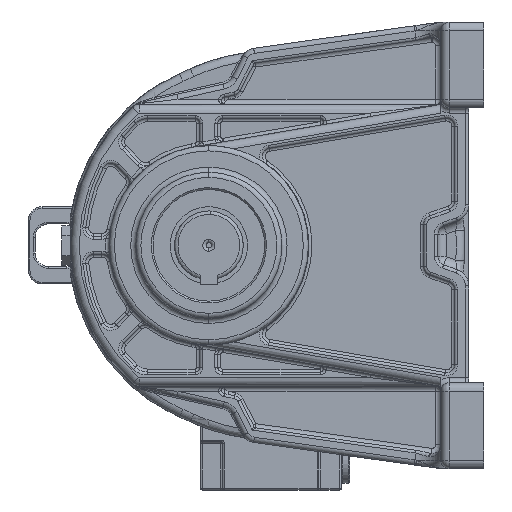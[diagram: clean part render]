
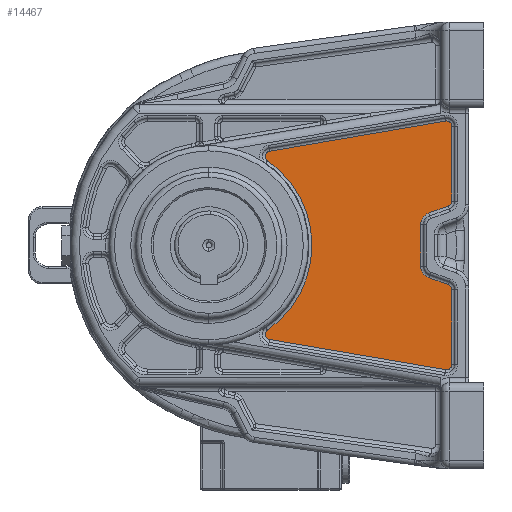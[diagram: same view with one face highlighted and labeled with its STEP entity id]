
A CAD part, left-side view. The second image highlights one B-rep face of the part: STEP entity #14467.
In plain terms, the highlighted planar face has unit normal (-1, 0, 0).
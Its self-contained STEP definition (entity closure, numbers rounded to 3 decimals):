
#887 = AXIS2_PLACEMENT_3D ( 'NONE', #24997, #47819, #41851 ) ;
#3361 = DIRECTION ( 'NONE',  ( -1., 0., 0. ) ) ;
#3850 = DIRECTION ( 'NONE',  ( 0., -0.342, 0.94 ) ) ;
#4117 = CARTESIAN_POINT ( 'NONE',  ( -138.5, -94.315, 12.199 ) ) ;
#4735 = DIRECTION ( 'NONE',  ( 0., -1., 0. ) ) ;
#4871 = CARTESIAN_POINT ( 'NONE',  ( -138.5, -101.808, 72.342 ) ) ;
#5139 = CARTESIAN_POINT ( 'NONE',  ( -138.5, -103.341, 22.934 ) ) ;
#5307 = EDGE_CURVE ( 'NONE', #34756, #60537, #21126, .T. ) ;
#5320 = DIRECTION ( 'NONE',  ( 0., 0., -1. ) ) ;
#6079 = AXIS2_PLACEMENT_3D ( 'NONE', #41927, #18347, #70780 ) ;
#6661 = DIRECTION ( 'NONE',  ( 0., -0.986, 0.169 ) ) ;
#7567 = VERTEX_POINT ( 'NONE', #22020 ) ;
#7692 = ORIENTED_EDGE ( 'NONE', *, *, #16454, .F. ) ;
#7752 = FACE_OUTER_BOUND ( 'NONE', #70230, .T. ) ;
#7947 = AXIS2_PLACEMENT_3D ( 'NONE', #21628, #10360, #9634 ) ;
#9352 = DIRECTION ( 'NONE',  ( 0., 0.342, 0.94 ) ) ;
#9485 = AXIS2_PLACEMENT_3D ( 'NONE', #51502, #64595, #12903 ) ;
#9634 = DIRECTION ( 'NONE',  ( 0., 0.169, 0.986 ) ) ;
#10227 = CARTESIAN_POINT ( 'NONE',  ( -138.5, -105.315, -25.753 ) ) ;
#10267 = EDGE_CURVE ( 'NONE', #60537, #63699, #56327, .T. ) ;
#10360 = DIRECTION ( 'NONE',  ( 1., 0., 0. ) ) ;
#10690 = AXIS2_PLACEMENT_3D ( 'NONE', #4117, #3361, #9352 ) ;
#10752 = CIRCLE ( 'NONE', #33483, 3. ) ;
#11121 = ORIENTED_EDGE ( 'NONE', *, *, #5307, .F. ) ;
#11147 = CARTESIAN_POINT ( 'NONE',  ( -138.5, -105.315, 25.753 ) ) ;
#11553 = CARTESIAN_POINT ( 'NONE',  ( -138.5, 0.697, 54.762 ) ) ;
#11998 = CARTESIAN_POINT ( 'NONE',  ( -138.5, -91.921, -18.777 ) ) ;
#12892 = LINE ( 'NONE', #52968, #41521 ) ;
#12903 = DIRECTION ( 'NONE',  ( 0., 1., 0. ) ) ;
#13005 = ORIENTED_EDGE ( 'NONE', *, *, #26801, .F. ) ;
#14467 = ADVANCED_FACE ( 'NONE', ( #7752 ), #64701, .T. ) ;
#16454 = EDGE_CURVE ( 'NONE', #44017, #17459, #12892, .T. ) ;
#16613 = EDGE_CURVE ( 'NONE', #30067, #65717, #63303, .T. ) ;
#16633 = EDGE_CURVE ( 'NONE', #7567, #34079, #33243, .T. ) ;
#17459 = VERTEX_POINT ( 'NONE', #73658 ) ;
#18347 = DIRECTION ( 'NONE',  ( 1., 0., 0. ) ) ;
#18350 = DIRECTION ( 'NONE',  ( 0., 0.169, -0.986 ) ) ;
#19292 = ORIENTED_EDGE ( 'NONE', *, *, #51272, .F. ) ;
#19674 = CARTESIAN_POINT ( 'NONE',  ( -138.5, -101.808, -72.342 ) ) ;
#20769 = VERTEX_POINT ( 'NONE', #57593 ) ;
#21126 = LINE ( 'NONE', #10227, #52763 ) ;
#21628 = CARTESIAN_POINT ( 'NONE',  ( -138.5, -102.315, 69.386 ) ) ;
#22020 = CARTESIAN_POINT ( 'NONE',  ( -138.5, 0.697, -54.762 ) ) ;
#22353 = DIRECTION ( 'NONE',  ( 1., 0., 0. ) ) ;
#22889 = DIRECTION ( 'NONE',  ( 0., -0.94, -0.342 ) ) ;
#23556 = CARTESIAN_POINT ( 'NONE',  ( -138.5, 0.697, 54.762 ) ) ;
#24997 = CARTESIAN_POINT ( 'NONE',  ( -138.5, 0., 0. ) ) ;
#26099 = ORIENTED_EDGE ( 'NONE', *, *, #52193, .F. ) ;
#26439 = ORIENTED_EDGE ( 'NONE', *, *, #10267, .F. ) ;
#26801 = EDGE_CURVE ( 'NONE', #65717, #34756, #10752, .T. ) ;
#29450 = CIRCLE ( 'NONE', #7947, 3. ) ;
#29547 = CIRCLE ( 'NONE', #60675, 60. ) ;
#29785 = CIRCLE ( 'NONE', #10690, 7. ) ;
#30067 = VERTEX_POINT ( 'NONE', #35740 ) ;
#30245 = ORIENTED_EDGE ( 'NONE', *, *, #16633, .F. ) ;
#30377 = CIRCLE ( 'NONE', #71022, 3. ) ;
#30445 = ORIENTED_EDGE ( 'NONE', *, *, #56675, .F. ) ;
#30846 = AXIS2_PLACEMENT_3D ( 'NONE', #62941, #41555, #18350 ) ;
#30974 = DIRECTION ( 'NONE',  ( 0., 0.986, 0.169 ) ) ;
#31090 = AXIS2_PLACEMENT_3D ( 'NONE', #33218, #22353, #4735 ) ;
#32784 = VECTOR ( 'NONE', #6661, 1000. ) ;
#33087 = DIRECTION ( 'NONE',  ( 0., 0., -1. ) ) ;
#33218 = CARTESIAN_POINT ( 'NONE',  ( -138.5, -102.315, 25.753 ) ) ;
#33243 = CIRCLE ( 'NONE', #30846, 3. ) ;
#33483 = AXIS2_PLACEMENT_3D ( 'NONE', #43936, #44675, #3850 ) ;
#33826 = VECTOR ( 'NONE', #30974, 1000. ) ;
#34053 = CARTESIAN_POINT ( 'NONE',  ( -138.5, 1.897, -49.338 ) ) ;
#34079 = VERTEX_POINT ( 'NONE', #34053 ) ;
#34465 = EDGE_CURVE ( 'NONE', #39652, #53037, #62160, .T. ) ;
#34756 = VERTEX_POINT ( 'NONE', #57719 ) ;
#34880 = VERTEX_POINT ( 'NONE', #46108 ) ;
#35740 = CARTESIAN_POINT ( 'NONE',  ( -138.5, -91.921, -18.777 ) ) ;
#36948 = CARTESIAN_POINT ( 'NONE',  ( -138.5, -101.808, -72.342 ) ) ;
#37264 = DIRECTION ( 'NONE',  ( 1., 0., 0. ) ) ;
#37330 = ORIENTED_EDGE ( 'NONE', *, *, #34465, .F. ) ;
#39171 = EDGE_CURVE ( 'NONE', #34079, #44098, #29547, .T. ) ;
#39652 = VERTEX_POINT ( 'NONE', #11147 ) ;
#39753 = ORIENTED_EDGE ( 'NONE', *, *, #40809, .F. ) ;
#40778 = ORIENTED_EDGE ( 'NONE', *, *, #41994, .F. ) ;
#40809 = EDGE_CURVE ( 'NONE', #53037, #20769, #46317, .T. ) ;
#41521 = VECTOR ( 'NONE', #58937, 1000. ) ;
#41555 = DIRECTION ( 'NONE',  ( 1., 0., 0. ) ) ;
#41851 = DIRECTION ( 'NONE',  ( 0., 0., 1. ) ) ;
#41883 = VECTOR ( 'NONE', #5320, 1000. ) ;
#41927 = CARTESIAN_POINT ( 'NONE',  ( -138.5, -102.315, -69.386 ) ) ;
#41994 = EDGE_CURVE ( 'NONE', #17459, #30067, #58498, .T. ) ;
#43936 = CARTESIAN_POINT ( 'NONE',  ( -138.5, -102.315, -25.753 ) ) ;
#44017 = VERTEX_POINT ( 'NONE', #53001 ) ;
#44098 = VERTEX_POINT ( 'NONE', #66849 ) ;
#44675 = DIRECTION ( 'NONE',  ( 1., 0., 0. ) ) ;
#46108 = CARTESIAN_POINT ( 'NONE',  ( -138.5, -105.315, 69.386 ) ) ;
#46317 = LINE ( 'NONE', #58651, #57185 ) ;
#47559 = VECTOR ( 'NONE', #22889, 1000. ) ;
#47819 = DIRECTION ( 'NONE',  ( -1., 0., 0. ) ) ;
#50712 = DIRECTION ( 'NONE',  ( 0., -0.569, -0.822 ) ) ;
#51272 = EDGE_CURVE ( 'NONE', #20769, #44017, #29785, .T. ) ;
#51502 = CARTESIAN_POINT ( 'NONE',  ( -138.5, -94.315, -12.199 ) ) ;
#51973 = ORIENTED_EDGE ( 'NONE', *, *, #66864, .F. ) ;
#52113 = CARTESIAN_POINT ( 'NONE',  ( -138.5, -105.315, 69.386 ) ) ;
#52193 = EDGE_CURVE ( 'NONE', #34880, #39652, #67900, .T. ) ;
#52763 = VECTOR ( 'NONE', #33087, 1000. ) ;
#52968 = CARTESIAN_POINT ( 'NONE',  ( -138.5, -87.315, 12.199 ) ) ;
#53001 = CARTESIAN_POINT ( 'NONE',  ( -138.5, -87.315, 12.199 ) ) ;
#53037 = VERTEX_POINT ( 'NONE', #5139 ) ;
#55223 = DIRECTION ( 'NONE',  ( 0., 0.569, -0.822 ) ) ;
#56327 = CIRCLE ( 'NONE', #6079, 3. ) ;
#56339 = DIRECTION ( 'NONE',  ( -1., 0., 0. ) ) ;
#56491 = EDGE_CURVE ( 'NONE', #71505, #60005, #62886, .T. ) ;
#56675 = EDGE_CURVE ( 'NONE', #44098, #71505, #30377, .T. ) ;
#57185 = VECTOR ( 'NONE', #69930, 1000. ) ;
#57593 = CARTESIAN_POINT ( 'NONE',  ( -138.5, -91.921, 18.777 ) ) ;
#57719 = CARTESIAN_POINT ( 'NONE',  ( -138.5, -105.315, -25.753 ) ) ;
#58498 = CIRCLE ( 'NONE', #9485, 7. ) ;
#58651 = CARTESIAN_POINT ( 'NONE',  ( -138.5, -103.341, 22.934 ) ) ;
#58908 = ORIENTED_EDGE ( 'NONE', *, *, #39171, .F. ) ;
#58937 = DIRECTION ( 'NONE',  ( 0., 0., -1. ) ) ;
#59920 = ORIENTED_EDGE ( 'NONE', *, *, #16613, .F. ) ;
#60005 = VERTEX_POINT ( 'NONE', #4871 ) ;
#60537 = VERTEX_POINT ( 'NONE', #63961 ) ;
#60675 = AXIS2_PLACEMENT_3D ( 'NONE', #61964, #56339, #50712 ) ;
#60947 = ORIENTED_EDGE ( 'NONE', *, *, #56491, .F. ) ;
#61220 = CARTESIAN_POINT ( 'NONE',  ( -138.5, 0.19, 51.805 ) ) ;
#61721 = EDGE_CURVE ( 'NONE', #60005, #34880, #29450, .T. ) ;
#61964 = CARTESIAN_POINT ( 'NONE',  ( -138.5, 36.04, 0. ) ) ;
#62160 = CIRCLE ( 'NONE', #31090, 3. ) ;
#62886 = LINE ( 'NONE', #23556, #32784 ) ;
#62911 = CARTESIAN_POINT ( 'NONE',  ( -138.5, -103.341, -22.934 ) ) ;
#62941 = CARTESIAN_POINT ( 'NONE',  ( -138.5, 0.19, -51.805 ) ) ;
#63303 = LINE ( 'NONE', #11998, #47559 ) ;
#63699 = VERTEX_POINT ( 'NONE', #19674 ) ;
#63961 = CARTESIAN_POINT ( 'NONE',  ( -138.5, -105.315, -69.386 ) ) ;
#64595 = DIRECTION ( 'NONE',  ( -1., 0., 0. ) ) ;
#64701 = PLANE ( 'NONE',  #887 ) ;
#65717 = VERTEX_POINT ( 'NONE', #62911 ) ;
#66177 = LINE ( 'NONE', #36948, #33826 ) ;
#66849 = CARTESIAN_POINT ( 'NONE',  ( -138.5, 1.897, 49.338 ) ) ;
#66864 = EDGE_CURVE ( 'NONE', #63699, #7567, #66177, .T. ) ;
#67900 = LINE ( 'NONE', #52113, #41883 ) ;
#69398 = ORIENTED_EDGE ( 'NONE', *, *, #61721, .F. ) ;
#69930 = DIRECTION ( 'NONE',  ( 0., 0.94, -0.342 ) ) ;
#70230 = EDGE_LOOP ( 'NONE', ( #51973, #26439, #11121, #13005, #59920, #40778, #7692, #19292, #39753, #37330, #26099, #69398, #60947, #30445, #58908, #30245 ) ) ;
#70780 = DIRECTION ( 'NONE',  ( 0., -1., 0. ) ) ;
#71022 = AXIS2_PLACEMENT_3D ( 'NONE', #61220, #37264, #55223 ) ;
#71505 = VERTEX_POINT ( 'NONE', #11553 ) ;
#73658 = CARTESIAN_POINT ( 'NONE',  ( -138.5, -87.315, -12.199 ) ) ;
